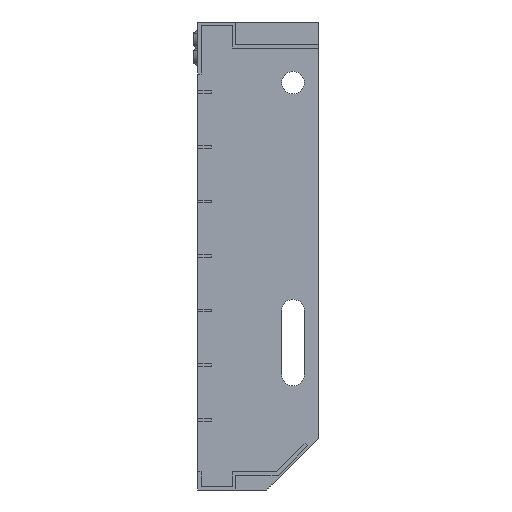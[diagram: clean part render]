
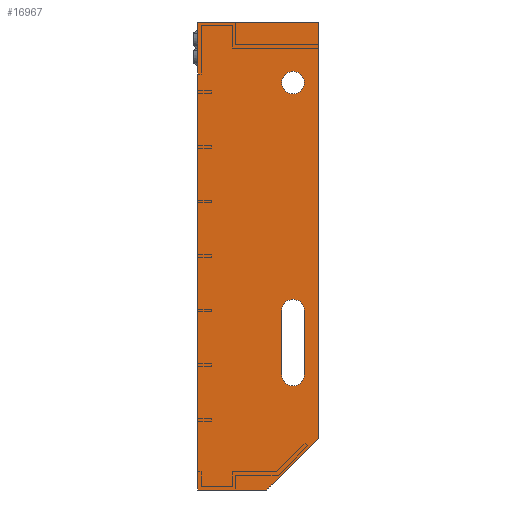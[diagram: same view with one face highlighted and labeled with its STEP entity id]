
A CAD part, left-side view. The second image highlights one B-rep face of the part: STEP entity #16967.
In plain terms, the highlighted planar face has unit normal (-1, 0, 0).
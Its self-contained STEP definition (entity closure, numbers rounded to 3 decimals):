
#11 = CARTESIAN_POINT ( 'NONE',  ( -500., 8.5, -203.5 ) ) ;
#262 = CARTESIAN_POINT ( 'NONE',  ( -500., 15., -166.5 ) ) ;
#300 = DIRECTION ( 'NONE',  ( 0., 0., -1. ) ) ;
#379 = DIRECTION ( 'NONE',  ( 0., 0., -1. ) ) ;
#548 = LINE ( 'NONE', #15815, #20226 ) ;
#1319 = ORIENTED_EDGE ( 'NONE', *, *, #26947, .T. ) ;
#1429 = VECTOR ( 'NONE', #28188, 1000. ) ;
#2703 = VERTEX_POINT ( 'NONE', #11 ) ;
#3112 = EDGE_CURVE ( 'NONE', #14143, #27716, #25853, .T. ) ;
#3387 = CARTESIAN_POINT ( 'NONE',  ( -500., 15., -41.5 ) ) ;
#3712 = ORIENTED_EDGE ( 'NONE', *, *, #20844, .T. ) ;
#3754 = CARTESIAN_POINT ( 'NONE',  ( -500., 0., 0. ) ) ;
#3993 = CARTESIAN_POINT ( 'NONE',  ( -500., 70., 0. ) ) ;
#4260 = DIRECTION ( 'NONE',  ( 0., 0., -1. ) ) ;
#5029 = DIRECTION ( 'NONE',  ( 0., 0., -1. ) ) ;
#5050 = CARTESIAN_POINT ( 'NONE',  ( -500., 70., -270. ) ) ;
#5116 = EDGE_CURVE ( 'NONE', #18930, #10113, #28148, .T. ) ;
#5249 = PLANE ( 'NONE',  #18193 ) ;
#5803 = CIRCLE ( 'NONE', #20376, 6.5 ) ;
#6947 = DIRECTION ( 'NONE',  ( 1., 0., 0. ) ) ;
#7241 = CIRCLE ( 'NONE', #19679, 6.5 ) ;
#7411 = VECTOR ( 'NONE', #19279, 1000. ) ;
#7427 = LINE ( 'NONE', #5050, #1429 ) ;
#7837 = EDGE_CURVE ( 'NONE', #10113, #14143, #7427, .T. ) ;
#8176 = DIRECTION ( 'NONE',  ( 1., 0., 0. ) ) ;
#8360 = ORIENTED_EDGE ( 'NONE', *, *, #31619, .F. ) ;
#8480 = CARTESIAN_POINT ( 'NONE',  ( -500., 21.5, -203.5 ) ) ;
#8516 = AXIS2_PLACEMENT_3D ( 'NONE', #15659, #20705, #10462 ) ;
#9035 = LINE ( 'NONE', #3754, #7411 ) ;
#9055 = CARTESIAN_POINT ( 'NONE',  ( -500., 0., 0. ) ) ;
#9100 = CARTESIAN_POINT ( 'NONE',  ( -500., 70., -270. ) ) ;
#10113 = VERTEX_POINT ( 'NONE', #28225 ) ;
#10329 = DIRECTION ( 'NONE',  ( 1., 0., 0. ) ) ;
#10462 = DIRECTION ( 'NONE',  ( 0., 0., -1. ) ) ;
#10867 = ORIENTED_EDGE ( 'NONE', *, *, #17280, .T. ) ;
#11204 = LINE ( 'NONE', #25587, #15645 ) ;
#12015 = CARTESIAN_POINT ( 'NONE',  ( -500., 15., -35. ) ) ;
#12399 = EDGE_LOOP ( 'NONE', ( #29271, #8360, #31548, #22024, #16214 ) ) ;
#12832 = VECTOR ( 'NONE', #29980, 1000. ) ;
#13159 = VERTEX_POINT ( 'NONE', #20707 ) ;
#13267 = FACE_BOUND ( 'NONE', #24082, .T. ) ;
#13447 = CIRCLE ( 'NONE', #32100, 6.5 ) ;
#13682 = FACE_OUTER_BOUND ( 'NONE', #12399, .T. ) ;
#14143 = VERTEX_POINT ( 'NONE', #9100 ) ;
#14216 = VERTEX_POINT ( 'NONE', #21811 ) ;
#14970 = EDGE_CURVE ( 'NONE', #17180, #18930, #548, .T. ) ;
#15548 = DIRECTION ( 'NONE',  ( 1., 0., 0. ) ) ;
#15645 = VECTOR ( 'NONE', #25468, 1000. ) ;
#15659 = CARTESIAN_POINT ( 'NONE',  ( -500., 15., -35. ) ) ;
#15815 = CARTESIAN_POINT ( 'NONE',  ( -500., 0., -240. ) ) ;
#15969 = CARTESIAN_POINT ( 'NONE',  ( -500., 0., 0. ) ) ;
#16214 = ORIENTED_EDGE ( 'NONE', *, *, #5116, .F. ) ;
#16524 = EDGE_CURVE ( 'NONE', #2703, #14216, #16941, .T. ) ;
#16653 = ORIENTED_EDGE ( 'NONE', *, *, #25689, .T. ) ;
#16941 = CIRCLE ( 'NONE', #32178, 6.5 ) ;
#16967 = ADVANCED_FACE ( 'NONE', ( #13267, #28534, #13682 ), #5249, .F. ) ;
#17180 = VERTEX_POINT ( 'NONE', #9055 ) ;
#17280 = EDGE_CURVE ( 'NONE', #30721, #2703, #19672, .T. ) ;
#17807 = DIRECTION ( 'NONE',  ( 0., 0.707, -0.707 ) ) ;
#18193 = AXIS2_PLACEMENT_3D ( 'NONE', #15969, #8176, #31357 ) ;
#18918 = VECTOR ( 'NONE', #17807, 1000. ) ;
#18930 = VERTEX_POINT ( 'NONE', #29525 ) ;
#19279 = DIRECTION ( 'NONE',  ( 0., -1., 0. ) ) ;
#19672 = LINE ( 'NONE', #22773, #12832 ) ;
#19679 = AXIS2_PLACEMENT_3D ( 'NONE', #12015, #6947, #4260 ) ;
#19995 = CARTESIAN_POINT ( 'NONE',  ( -500., 15., -28.5 ) ) ;
#20111 = EDGE_LOOP ( 'NONE', ( #1319, #20936 ) ) ;
#20226 = VECTOR ( 'NONE', #300, 1000. ) ;
#20376 = AXIS2_PLACEMENT_3D ( 'NONE', #20558, #10329, #5029 ) ;
#20558 = CARTESIAN_POINT ( 'NONE',  ( -500., 15., -203.5 ) ) ;
#20593 = CARTESIAN_POINT ( 'NONE',  ( -500., 15., -203.5 ) ) ;
#20705 = DIRECTION ( 'NONE',  ( 1., 0., 0. ) ) ;
#20707 = CARTESIAN_POINT ( 'NONE',  ( -500., 21.5, -166.5 ) ) ;
#20832 = CARTESIAN_POINT ( 'NONE',  ( -500., 70., 0. ) ) ;
#20844 = EDGE_CURVE ( 'NONE', #13159, #30721, #13447, .T. ) ;
#20869 = ORIENTED_EDGE ( 'NONE', *, *, #28243, .T. ) ;
#20936 = ORIENTED_EDGE ( 'NONE', *, *, #24462, .T. ) ;
#21770 = VERTEX_POINT ( 'NONE', #8480 ) ;
#21811 = CARTESIAN_POINT ( 'NONE',  ( -500., 15., -210. ) ) ;
#22024 = ORIENTED_EDGE ( 'NONE', *, *, #7837, .F. ) ;
#22100 = DIRECTION ( 'NONE',  ( 0., 0., 1. ) ) ;
#22773 = CARTESIAN_POINT ( 'NONE',  ( -500., 8.5, -166.5 ) ) ;
#23186 = DIRECTION ( 'NONE',  ( 1., 0., 0. ) ) ;
#23518 = DIRECTION ( 'NONE',  ( 0., 0., -1. ) ) ;
#24082 = EDGE_LOOP ( 'NONE', ( #10867, #25430, #20869, #16653, #3712 ) ) ;
#24240 = VERTEX_POINT ( 'NONE', #3387 ) ;
#24462 = EDGE_CURVE ( 'NONE', #24637, #24240, #7241, .T. ) ;
#24637 = VERTEX_POINT ( 'NONE', #19995 ) ;
#25430 = ORIENTED_EDGE ( 'NONE', *, *, #16524, .T. ) ;
#25468 = DIRECTION ( 'NONE',  ( 0., 0., 1. ) ) ;
#25587 = CARTESIAN_POINT ( 'NONE',  ( -500., 21.5, -203.5 ) ) ;
#25689 = EDGE_CURVE ( 'NONE', #21770, #13159, #11204, .T. ) ;
#25844 = CARTESIAN_POINT ( 'NONE',  ( -500., 30., -270. ) ) ;
#25853 = LINE ( 'NONE', #3993, #26639 ) ;
#26639 = VECTOR ( 'NONE', #22100, 1000. ) ;
#26947 = EDGE_CURVE ( 'NONE', #24240, #24637, #29621, .T. ) ;
#27716 = VERTEX_POINT ( 'NONE', #20832 ) ;
#28148 = LINE ( 'NONE', #25844, #18918 ) ;
#28188 = DIRECTION ( 'NONE',  ( 0., 1., 0. ) ) ;
#28225 = CARTESIAN_POINT ( 'NONE',  ( -500., 30., -270. ) ) ;
#28243 = EDGE_CURVE ( 'NONE', #14216, #21770, #5803, .T. ) ;
#28534 = FACE_BOUND ( 'NONE', #20111, .T. ) ;
#29271 = ORIENTED_EDGE ( 'NONE', *, *, #14970, .F. ) ;
#29525 = CARTESIAN_POINT ( 'NONE',  ( -500., 0., -240. ) ) ;
#29621 = CIRCLE ( 'NONE', #8516, 6.5 ) ;
#29980 = DIRECTION ( 'NONE',  ( 0., 0., -1. ) ) ;
#30644 = CARTESIAN_POINT ( 'NONE',  ( -500., 8.5, -166.5 ) ) ;
#30721 = VERTEX_POINT ( 'NONE', #30644 ) ;
#31357 = DIRECTION ( 'NONE',  ( 0., 0., 1. ) ) ;
#31548 = ORIENTED_EDGE ( 'NONE', *, *, #3112, .F. ) ;
#31619 = EDGE_CURVE ( 'NONE', #27716, #17180, #9035, .T. ) ;
#32100 = AXIS2_PLACEMENT_3D ( 'NONE', #262, #23186, #23518 ) ;
#32178 = AXIS2_PLACEMENT_3D ( 'NONE', #20593, #15548, #379 ) ;
